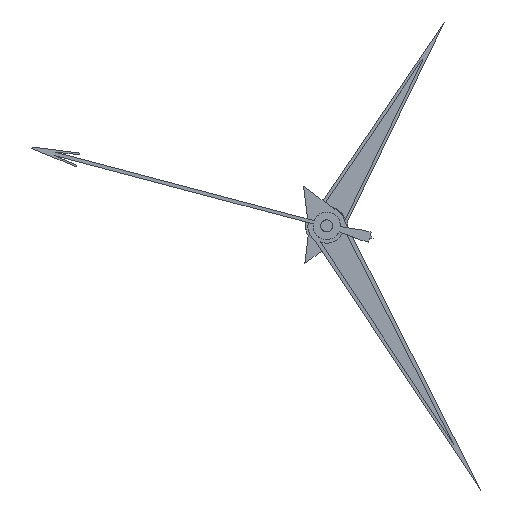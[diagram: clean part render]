
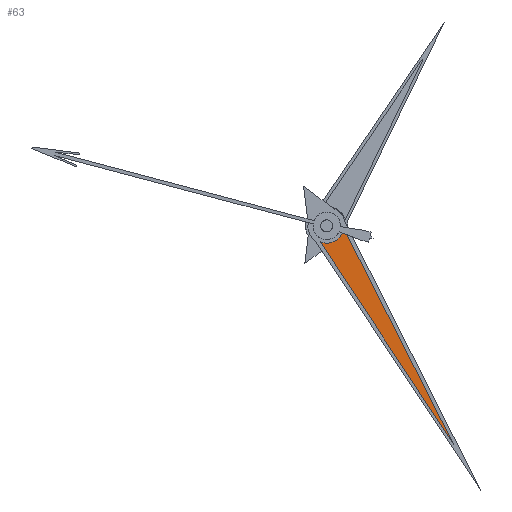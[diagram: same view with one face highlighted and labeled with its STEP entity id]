
A CAD part, top view. The second image highlights one B-rep face of the part: STEP entity #63.
In plain terms, the highlighted planar face has unit normal (0, 0, 1).
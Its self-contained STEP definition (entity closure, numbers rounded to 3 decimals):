
#63=ADVANCED_FACE($,(#146),#1014,.T.);
#146=FACE_OUTER_BOUND($,#233,.T.);
#233=EDGE_LOOP($,(#415,#416,#417));
#415=ORIENTED_EDGE($,*,*,#740,.F.);
#416=ORIENTED_EDGE($,*,*,#741,.F.);
#417=ORIENTED_EDGE($,*,*,#739,.F.);
#739=EDGE_CURVE($,#914,#916,#1191,.T.);
#740=EDGE_CURVE($,#915,#914,#1111,.T.);
#741=EDGE_CURVE($,#916,#915,#1192,.T.);
#914=VERTEX_POINT($,#1888);
#915=VERTEX_POINT($,#1889);
#916=VERTEX_POINT($,#1890);
#1014=PLANE($,#1382);
#1111=(
BOUNDED_CURVE()
B_SPLINE_CURVE(2,(#1880,#1881,#1882,#1883,#1884),.UNSPECIFIED.,.F.,.F.)
B_SPLINE_CURVE_WITH_KNOTS((3,2,3),(54.902,64.147,73.392),
.UNSPECIFIED.)
CURVE()
GEOMETRIC_REPRESENTATION_ITEM()
RATIONAL_B_SPLINE_CURVE((1.,0.896,1.,0.896,1.))
REPRESENTATION_ITEM($)
);
#1191=B_SPLINE_CURVE_WITH_KNOTS($,1,(#1878,#1879),.UNSPECIFIED.,.F.,.F.,
(2,2),(-229.369,-87.233),.UNSPECIFIED.);
#1192=B_SPLINE_CURVE_WITH_KNOTS($,1,(#1885,#1886),.UNSPECIFIED.,.F.,.F.,
(2,2),(-87.233,54.902),.UNSPECIFIED.);
#1382=AXIS2_PLACEMENT_3D($,#1887,#1431,$);
#1431=DIRECTION($,(0.,0.,1.));
#1878=CARTESIAN_POINT($,(0.668,60.915,0.973));
#1879=CARTESIAN_POINT($,(4.988,52.425,0.973));
#1880=CARTESIAN_POINT($,(-0.258,60.376,0.973));
#1881=CARTESIAN_POINT($,(0.05,60.248,0.973));
#1882=CARTESIAN_POINT($,(0.339,60.416,0.973));
#1883=CARTESIAN_POINT($,(0.627,60.584,0.973));
#1884=CARTESIAN_POINT($,(0.668,60.915,0.973));
#1885=CARTESIAN_POINT($,(4.988,52.425,0.973));
#1886=CARTESIAN_POINT($,(-0.258,60.376,0.973));
#1887=CARTESIAN_POINT($,(4.988,52.425,0.973));
#1888=CARTESIAN_POINT($,(0.668,60.915,0.973));
#1889=CARTESIAN_POINT($,(-0.258,60.376,0.973));
#1890=CARTESIAN_POINT($,(4.988,52.425,0.973));
